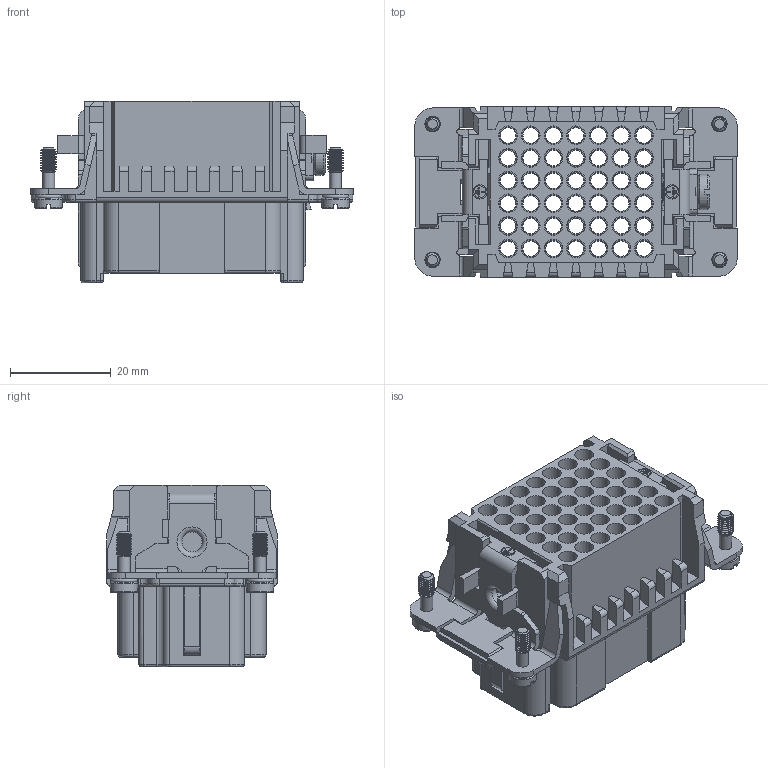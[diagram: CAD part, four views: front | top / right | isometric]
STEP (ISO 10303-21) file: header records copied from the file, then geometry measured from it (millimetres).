
FILE_DESCRIPTION(/* description */ (''),/* implementation_level */ '2;1');
FILE_NAME(/* name */ 'HDD-042-FC.stp',/* time_stamp */ '2022-03-24T21:43:16+08:00',/* author */ (''),/* organization */ (''),/* preprocessor_version */ 'ST-DEVELOPER v16',/* originating_system */ 'SIEMENS PLM Software NX 10.0',/* authorisation */ '');
FILE_SCHEMA (('AUTOMOTIVE_DESIGN { 1 0 10303 214 3 1 1 1 }'));
Length unit declared in the file: millimetre
Products named in the file (1): Admi1E20EE0A949p
Bounding box: 64 x 33.9 x 36.1 mm (x, y, z)
Volume: 27747.6 mm3; surface area: 30084.4 mm2
Topology: 1 solids, 1 shells, 1123 faces, 2992 edges, 1957 vertices
Faces by surface type: plane 676, cylinder 348, torus 41, cone 40, bspline 14, sphere 4
Full cylindrical faces by diameter (mm): 2.4 x4, 2.433 x2, 2.5 x4, 2.853 x2, 3.1 x42, 3.4 x42, 3.7 x42, 4 x2, 4.8 x18, 5.4 x4, 6.4 x2, 7 x1
Entity records: 45631 total; most frequent: CARTESIAN_POINT 18519, DIRECTION 5577, ORIENTED_EDGE 5354, EDGE_CURVE 2677, AXIS2_PLACEMENT_3D 1922, VERTEX_POINT 1854, LINE 1733, VECTOR 1733
